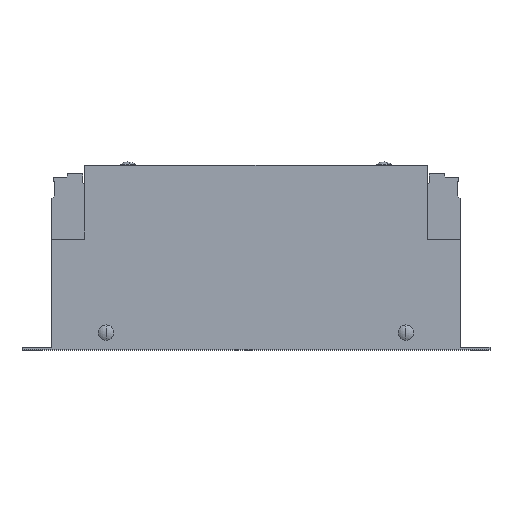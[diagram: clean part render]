
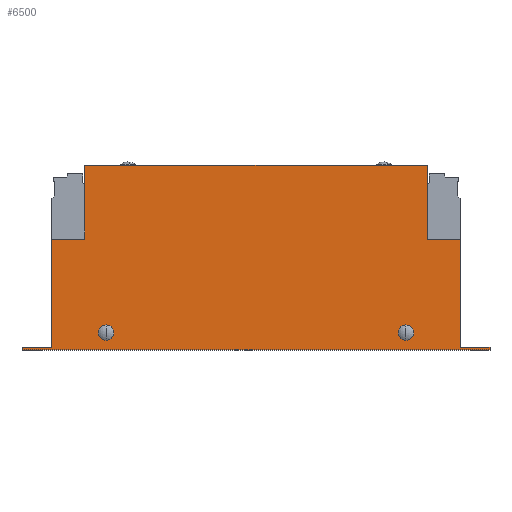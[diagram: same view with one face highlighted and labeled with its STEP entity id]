
A CAD part, top view. The second image highlights one B-rep face of the part: STEP entity #6500.
In plain terms, the highlighted planar face has unit normal (0, 0, 1).
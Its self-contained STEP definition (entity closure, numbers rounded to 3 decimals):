
#111 = EDGE_CURVE ( 'NONE', #1753, #6273, #4852, .T. ) ;
#167 = VERTEX_POINT ( 'NONE', #2082 ) ;
#249 = DIRECTION ( 'NONE',  ( 0., 1., 0. ) ) ;
#272 = DIRECTION ( 'NONE',  ( -1., 0., 0. ) ) ;
#282 = CARTESIAN_POINT ( 'NONE',  ( -95.013, -37.499, 19.001 ) ) ;
#380 = DIRECTION ( 'NONE',  ( 1., 0., 0. ) ) ;
#384 = EDGE_CURVE ( 'NONE', #4417, #2954, #3214, .T. ) ;
#417 = FACE_BOUND ( 'NONE', #2895, .T. ) ;
#434 = VECTOR ( 'NONE', #4670, 1000. ) ;
#498 = CARTESIAN_POINT ( 'NONE',  ( 64.05, -30.499, 19.001 ) ) ;
#585 = ORIENTED_EDGE ( 'NONE', *, *, #1867, .F. ) ;
#603 = ORIENTED_EDGE ( 'NONE', *, *, #3584, .T. ) ;
#605 = CARTESIAN_POINT ( 'NONE',  ( -83., 7.502, 19.001 ) ) ;
#625 = CARTESIAN_POINT ( 'NONE',  ( 83., 7.502, 19.001 ) ) ;
#658 = VERTEX_POINT ( 'NONE', #625 ) ;
#678 = CARTESIAN_POINT ( 'NONE',  ( -95.013, -36.499, 19.001 ) ) ;
#772 = CARTESIAN_POINT ( 'NONE',  ( -57.75, -30.499, 19.001 ) ) ;
#829 = CARTESIAN_POINT ( 'NONE',  ( 60.9, -30.499, 19.001 ) ) ;
#913 = DIRECTION ( 'NONE',  ( -1., 0., 0. ) ) ;
#923 = FACE_BOUND ( 'NONE', #3667, .T. ) ;
#924 = VERTEX_POINT ( 'NONE', #2956 ) ;
#933 = DIRECTION ( 'NONE',  ( 0., 1., 0. ) ) ;
#991 = FACE_OUTER_BOUND ( 'NONE', #5708, .T. ) ;
#1070 = VECTOR ( 'NONE', #1607, 1000. ) ;
#1107 = VECTOR ( 'NONE', #4742, 1000. ) ;
#1111 = CARTESIAN_POINT ( 'NONE',  ( -60.9, -30.499, 19.001 ) ) ;
#1160 = ORIENTED_EDGE ( 'NONE', *, *, #6534, .F. ) ;
#1210 = ORIENTED_EDGE ( 'NONE', *, *, #384, .T. ) ;
#1259 = ORIENTED_EDGE ( 'NONE', *, *, #1904, .T. ) ;
#1368 = ORIENTED_EDGE ( 'NONE', *, *, #1422, .T. ) ;
#1413 = VERTEX_POINT ( 'NONE', #6040 ) ;
#1422 = EDGE_CURVE ( 'NONE', #658, #4971, #2556, .T. ) ;
#1437 = DIRECTION ( 'NONE',  ( 0., 0., 1. ) ) ;
#1455 = DIRECTION ( 'NONE',  ( -1., 0., 0. ) ) ;
#1458 = DIRECTION ( 'NONE',  ( -1., 0., 0. ) ) ;
#1497 = VECTOR ( 'NONE', #3141, 1000. ) ;
#1607 = DIRECTION ( 'NONE',  ( 0., -1., 0. ) ) ;
#1629 = AXIS2_PLACEMENT_3D ( 'NONE', #4962, #1437, #3869 ) ;
#1673 = LINE ( 'NONE', #4702, #1497 ) ;
#1713 = VECTOR ( 'NONE', #272, 1000. ) ;
#1748 = VERTEX_POINT ( 'NONE', #5502 ) ;
#1753 = VERTEX_POINT ( 'NONE', #2979 ) ;
#1867 = EDGE_CURVE ( 'NONE', #3691, #3842, #5559, .T. ) ;
#1904 = EDGE_CURVE ( 'NONE', #6525, #658, #3467, .T. ) ;
#1958 = DIRECTION ( 'NONE',  ( 0., 0., -1. ) ) ;
#2024 = ORIENTED_EDGE ( 'NONE', *, *, #3459, .T. ) ;
#2035 = VERTEX_POINT ( 'NONE', #605 ) ;
#2064 = ORIENTED_EDGE ( 'NONE', *, *, #5996, .T. ) ;
#2082 = CARTESIAN_POINT ( 'NONE',  ( 95.013, -36.499, 19.001 ) ) ;
#2244 = DIRECTION ( 'NONE',  ( 0., 0., 1. ) ) ;
#2416 = LINE ( 'NONE', #4009, #3938 ) ;
#2489 = EDGE_CURVE ( 'NONE', #2954, #1753, #4127, .T. ) ;
#2556 = LINE ( 'NONE', #3020, #2825 ) ;
#2579 = LINE ( 'NONE', #4228, #1070 ) ;
#2590 = CARTESIAN_POINT ( 'NONE',  ( 83., -36.499, 19.001 ) ) ;
#2718 = DIRECTION ( 'NONE',  ( 0., 0., 1. ) ) ;
#2763 = AXIS2_PLACEMENT_3D ( 'NONE', #1111, #2244, #4132 ) ;
#2812 = LINE ( 'NONE', #4841, #1713 ) ;
#2822 = CARTESIAN_POINT ( 'NONE',  ( -95.013, -36.499, 19.001 ) ) ;
#2825 = VECTOR ( 'NONE', #1455, 1000. ) ;
#2852 = LINE ( 'NONE', #5879, #3927 ) ;
#2895 = EDGE_LOOP ( 'NONE', ( #4564, #1160 ) ) ;
#2912 = CARTESIAN_POINT ( 'NONE',  ( 57.75, -30.499, 19.001 ) ) ;
#2954 = VERTEX_POINT ( 'NONE', #2822 ) ;
#2956 = CARTESIAN_POINT ( 'NONE',  ( -69.509, 7.502, 19.001 ) ) ;
#2979 = CARTESIAN_POINT ( 'NONE',  ( -95.013, -37.499, 19.001 ) ) ;
#2988 = EDGE_CURVE ( 'NONE', #6273, #167, #2852, .T. ) ;
#3020 = CARTESIAN_POINT ( 'NONE',  ( 83., 7.502, 19.001 ) ) ;
#3141 = DIRECTION ( 'NONE',  ( 0., -1., 0. ) ) ;
#3214 = LINE ( 'NONE', #678, #1107 ) ;
#3281 = ORIENTED_EDGE ( 'NONE', *, *, #4830, .T. ) ;
#3333 = DIRECTION ( 'NONE',  ( 0., 0., 1. ) ) ;
#3425 = CIRCLE ( 'NONE', #5019, 3.15 ) ;
#3427 = VERTEX_POINT ( 'NONE', #2912 ) ;
#3459 = EDGE_CURVE ( 'NONE', #1413, #1748, #5305, .T. ) ;
#3467 = LINE ( 'NONE', #6446, #4394 ) ;
#3473 = ORIENTED_EDGE ( 'NONE', *, *, #5806, .T. ) ;
#3562 = CARTESIAN_POINT ( 'NONE',  ( -83., -36.499, 19.001 ) ) ;
#3584 = EDGE_CURVE ( 'NONE', #167, #6525, #2416, .T. ) ;
#3625 = AXIS2_PLACEMENT_3D ( 'NONE', #829, #3333, #3832 ) ;
#3667 = EDGE_LOOP ( 'NONE', ( #4884, #585 ) ) ;
#3682 = EDGE_CURVE ( 'NONE', #1748, #924, #2579, .T. ) ;
#3691 = VERTEX_POINT ( 'NONE', #6161 ) ;
#3832 = DIRECTION ( 'NONE',  ( -1., 0., 0. ) ) ;
#3842 = VERTEX_POINT ( 'NONE', #772 ) ;
#3868 = VECTOR ( 'NONE', #380, 1000. ) ;
#3869 = DIRECTION ( 'NONE',  ( -1., 0., 0. ) ) ;
#3918 = VECTOR ( 'NONE', #4102, 1000. ) ;
#3927 = VECTOR ( 'NONE', #249, 1000. ) ;
#3929 = CIRCLE ( 'NONE', #2763, 3.15 ) ;
#3938 = VECTOR ( 'NONE', #4570, 1000. ) ;
#3942 = VERTEX_POINT ( 'NONE', #498 ) ;
#3944 = CIRCLE ( 'NONE', #3625, 3.15 ) ;
#4009 = CARTESIAN_POINT ( 'NONE',  ( 83., -36.499, 19.001 ) ) ;
#4080 = CARTESIAN_POINT ( 'NONE',  ( 69.509, 37.501, 19.001 ) ) ;
#4102 = DIRECTION ( 'NONE',  ( 0., -1., 0. ) ) ;
#4127 = LINE ( 'NONE', #6159, #3918 ) ;
#4126 = VECTOR ( 'NONE', #913, 1000. ) ;
#4132 = DIRECTION ( 'NONE',  ( -1., 0., 0. ) ) ;
#4228 = CARTESIAN_POINT ( 'NONE',  ( -69.509, 7.502, 19.001 ) ) ;
#4244 = DIRECTION ( 'NONE',  ( -1., 0., 0. ) ) ;
#4394 = VECTOR ( 'NONE', #933, 1000. ) ;
#4417 = VERTEX_POINT ( 'NONE', #3562 ) ;
#4487 = PLANE ( 'NONE',  #5965 ) ;
#4564 = ORIENTED_EDGE ( 'NONE', *, *, #5330, .F. ) ;
#4570 = DIRECTION ( 'NONE',  ( -1., 0., 0. ) ) ;
#4670 = DIRECTION ( 'NONE',  ( 0., 1., 0. ) ) ;
#4702 = CARTESIAN_POINT ( 'NONE',  ( -83., -36.499, 19.001 ) ) ;
#4712 = CARTESIAN_POINT ( 'NONE',  ( 60.9, -30.499, 19.001 ) ) ;
#4742 = DIRECTION ( 'NONE',  ( -1., 0., 0. ) ) ;
#4791 = CARTESIAN_POINT ( 'NONE',  ( 95.013, -37.499, 19.001 ) ) ;
#4792 = EDGE_CURVE ( 'NONE', #3842, #3691, #3929, .T. ) ;
#4830 = EDGE_CURVE ( 'NONE', #2035, #4417, #1673, .T. ) ;
#4841 = CARTESIAN_POINT ( 'NONE',  ( -69.509, 7.502, 19.001 ) ) ;
#4852 = LINE ( 'NONE', #282, #3868 ) ;
#4884 = ORIENTED_EDGE ( 'NONE', *, *, #4792, .F. ) ;
#4910 = ORIENTED_EDGE ( 'NONE', *, *, #3682, .T. ) ;
#4911 = CARTESIAN_POINT ( 'NONE',  ( 69.509, 37.501, 19.001 ) ) ;
#4962 = CARTESIAN_POINT ( 'NONE',  ( -60.9, -30.499, 19.001 ) ) ;
#4971 = VERTEX_POINT ( 'NONE', #6357 ) ;
#5019 = AXIS2_PLACEMENT_3D ( 'NONE', #4712, #2718, #4244 ) ;
#5154 = ORIENTED_EDGE ( 'NONE', *, *, #111, .T. ) ;
#5305 = LINE ( 'NONE', #4911, #4126 ) ;
#5330 = EDGE_CURVE ( 'NONE', #3942, #3427, #3944, .T. ) ;
#5502 = CARTESIAN_POINT ( 'NONE',  ( -69.509, 37.501, 19.001 ) ) ;
#5559 = CIRCLE ( 'NONE', #1629, 3.15 ) ;
#5667 = LINE ( 'NONE', #4080, #434 ) ;
#5708 = EDGE_LOOP ( 'NONE', ( #603, #1259, #1368, #3473, #2024, #4910, #2064, #3281, #1210, #5977, #5154, #6082 ) ) ;
#5806 = EDGE_CURVE ( 'NONE', #4971, #1413, #5667, .T. ) ;
#5879 = CARTESIAN_POINT ( 'NONE',  ( 95.013, -36.499, 19.001 ) ) ;
#5965 = AXIS2_PLACEMENT_3D ( 'NONE', #6505, #1958, #1458 ) ;
#5977 = ORIENTED_EDGE ( 'NONE', *, *, #2489, .T. ) ;
#5996 = EDGE_CURVE ( 'NONE', #924, #2035, #2812, .T. ) ;
#6040 = CARTESIAN_POINT ( 'NONE',  ( 69.509, 37.501, 19.001 ) ) ;
#6082 = ORIENTED_EDGE ( 'NONE', *, *, #2988, .T. ) ;
#6159 = CARTESIAN_POINT ( 'NONE',  ( -95.013, -37.499, 19.001 ) ) ;
#6161 = CARTESIAN_POINT ( 'NONE',  ( -64.05, -30.499, 19.001 ) ) ;
#6273 = VERTEX_POINT ( 'NONE', #4791 ) ;
#6357 = CARTESIAN_POINT ( 'NONE',  ( 69.509, 7.502, 19.001 ) ) ;
#6446 = CARTESIAN_POINT ( 'NONE',  ( 83., 7.502, 19.001 ) ) ;
#6500 = ADVANCED_FACE ( 'NONE', ( #923, #417, #991 ), #4487, .F. ) ;
#6505 = CARTESIAN_POINT ( 'NONE',  ( 0., -36.499, 19.001 ) ) ;
#6525 = VERTEX_POINT ( 'NONE', #2590 ) ;
#6534 = EDGE_CURVE ( 'NONE', #3427, #3942, #3425, .T. ) ;
